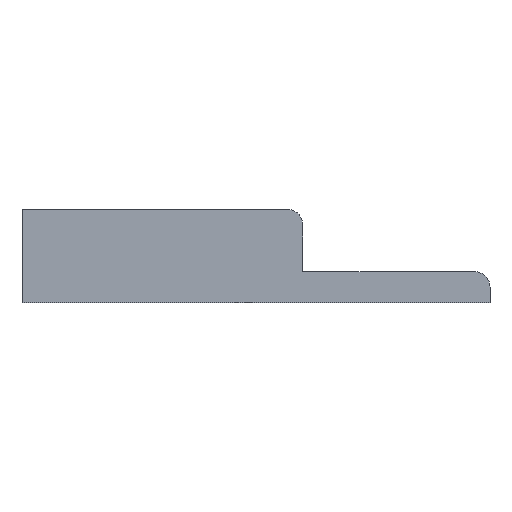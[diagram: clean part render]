
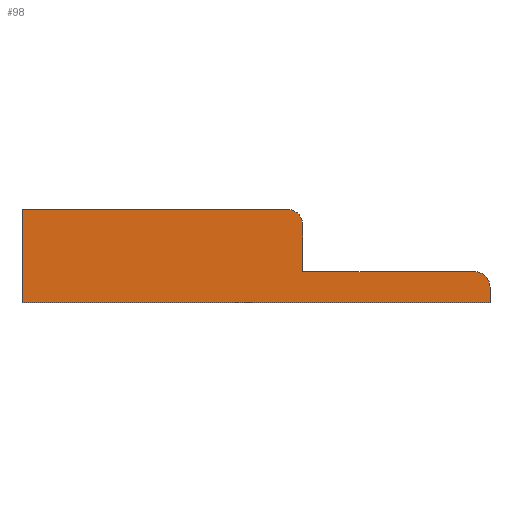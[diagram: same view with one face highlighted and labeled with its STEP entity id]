
A CAD part, front view. The second image highlights one B-rep face of the part: STEP entity #98.
In plain terms, the highlighted planar face has unit normal (0, -1, 0).
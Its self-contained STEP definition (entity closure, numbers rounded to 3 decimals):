
#72=CIRCLE('',#677,5.);
#73=CIRCLE('',#678,5.);
#98=ADVANCED_FACE('',(#160),#130,.T.);
#130=PLANE('',#679);
#160=FACE_OUTER_BOUND('',#190,.T.);
#190=EDGE_LOOP('',(#304,#305,#306,#307,#308,#309,#310,#311));
#304=ORIENTED_EDGE('',*,*,#485,.F.);
#305=ORIENTED_EDGE('',*,*,#489,.T.);
#306=ORIENTED_EDGE('',*,*,#480,.F.);
#307=ORIENTED_EDGE('',*,*,#478,.F.);
#308=ORIENTED_EDGE('',*,*,#490,.T.);
#309=ORIENTED_EDGE('',*,*,#472,.F.);
#310=ORIENTED_EDGE('',*,*,#467,.F.);
#311=ORIENTED_EDGE('',*,*,#488,.F.);
#401=VERTEX_POINT('',#938);
#402=VERTEX_POINT('',#940);
#406=VERTEX_POINT('',#950);
#410=VERTEX_POINT('',#960);
#411=VERTEX_POINT('',#962);
#412=VERTEX_POINT('',#966);
#416=VERTEX_POINT('',#975);
#417=VERTEX_POINT('',#977);
#467=EDGE_CURVE('',#401,#402,#545,.T.);
#472=EDGE_CURVE('',#402,#406,#550,.T.);
#478=EDGE_CURVE('',#410,#411,#556,.T.);
#480=EDGE_CURVE('',#411,#412,#558,.T.);
#485=EDGE_CURVE('',#416,#417,#563,.T.);
#488=EDGE_CURVE('',#417,#401,#566,.T.);
#489=EDGE_CURVE('',#416,#412,#72,.T.);
#490=EDGE_CURVE('',#410,#406,#73,.T.);
#545=LINE('',#939,#615);
#550=LINE('',#949,#620);
#556=LINE('',#961,#626);
#558=LINE('',#965,#628);
#563=LINE('',#976,#633);
#566=LINE('',#981,#636);
#615=VECTOR('',#766,1.);
#620=VECTOR('',#773,1.);
#626=VECTOR('',#781,1.);
#628=VECTOR('',#785,1.);
#633=VECTOR('',#792,1.);
#636=VECTOR('',#797,1.);
#677=AXIS2_PLACEMENT_3D('',#983,#800,#801);
#678=AXIS2_PLACEMENT_3D('',#984,#802,#803);
#679=AXIS2_PLACEMENT_3D('',#985,#804,#805);
#766=DIRECTION('',(0.,0.,1.));
#773=DIRECTION('',(1.,0.,0.));
#781=DIRECTION('',(0.,0.,-1.));
#785=DIRECTION('',(1.,0.,0.));
#792=DIRECTION('',(0.,0.,-1.));
#797=DIRECTION('',(-1.,0.,0.));
#800=DIRECTION('',(0.,-1.,0.));
#801=DIRECTION('',(0.,0.,-1.));
#802=DIRECTION('',(0.,-1.,0.));
#803=DIRECTION('',(0.,0.,-1.));
#804=DIRECTION('',(0.,-1.,0.));
#805=DIRECTION('',(0.,0.,-1.));
#938=CARTESIAN_POINT('',(205.,-10.,-14.));
#939=CARTESIAN_POINT('',(205.,-10.,-14.));
#940=CARTESIAN_POINT('',(205.,-10.,16.));
#949=CARTESIAN_POINT('',(275.,-10.,16.));
#950=CARTESIAN_POINT('',(290.,-10.,16.));
#960=CARTESIAN_POINT('',(295.,-10.,11.));
#961=CARTESIAN_POINT('',(295.,-10.,16.));
#962=CARTESIAN_POINT('',(295.,-10.,-4.));
#965=CARTESIAN_POINT('',(295.,-10.,-4.));
#966=CARTESIAN_POINT('',(350.,-10.,-4.));
#975=CARTESIAN_POINT('',(355.,-10.,-9.));
#976=CARTESIAN_POINT('',(355.,-10.,-4.));
#977=CARTESIAN_POINT('',(355.,-10.,-14.));
#981=CARTESIAN_POINT('',(355.,-10.,-14.));
#983=CARTESIAN_POINT('',(350.,-10.,-9.));
#984=CARTESIAN_POINT('',(290.,-10.,11.));
#985=CARTESIAN_POINT('',(0.,-10.,0.));
